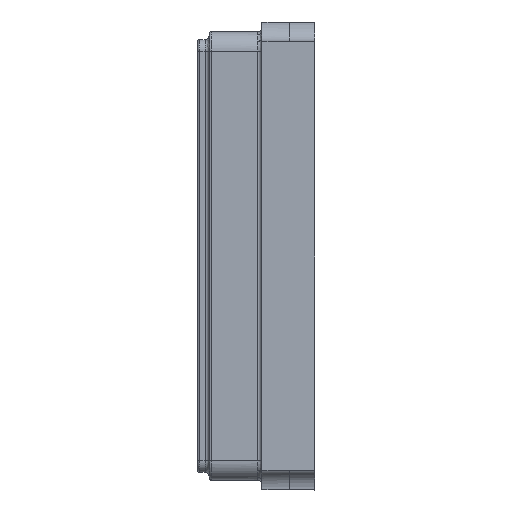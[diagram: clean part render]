
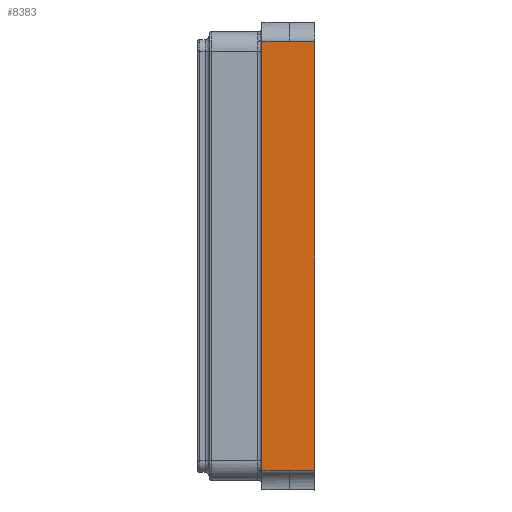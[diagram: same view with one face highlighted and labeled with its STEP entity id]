
A CAD part, left-side view. The second image highlights one B-rep face of the part: STEP entity #8383.
In plain terms, the highlighted planar face has unit normal (-1, 0, 0).
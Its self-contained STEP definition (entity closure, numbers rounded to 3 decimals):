
#146 = VERTEX_POINT ( 'NONE', #3452 ) ;
#179 = LINE ( 'NONE', #886, #1702 ) ;
#199 = DIRECTION ( 'NONE',  ( 0., 1., 0. ) ) ;
#201 = LINE ( 'NONE', #1726, #9803 ) ;
#372 = FACE_OUTER_BOUND ( 'NONE', #4386, .T. ) ;
#414 = EDGE_CURVE ( 'NONE', #6306, #146, #179, .T. ) ;
#424 = LINE ( 'NONE', #1068, #4635 ) ;
#682 = CARTESIAN_POINT ( 'NONE',  ( -0.8, 0.064, 0.55 ) ) ;
#727 = ORIENTED_EDGE ( 'NONE', *, *, #5955, .F. ) ;
#744 = ORIENTED_EDGE ( 'NONE', *, *, #1998, .F. ) ;
#817 = LINE ( 'NONE', #4821, #7018 ) ;
#886 = CARTESIAN_POINT ( 'NONE',  ( -0.8, -0.001, -0.6 ) ) ;
#1001 = EDGE_CURVE ( 'NONE', #6934, #10466, #201, .T. ) ;
#1008 = CARTESIAN_POINT ( 'NONE',  ( -0.8, 0.135, 0.55 ) ) ;
#1022 = VERTEX_POINT ( 'NONE', #8314 ) ;
#1068 = CARTESIAN_POINT ( 'NONE',  ( -0.8, 0.001, -0.55 ) ) ;
#1233 = DIRECTION ( 'NONE',  ( 0., 0., 1. ) ) ;
#1310 = CARTESIAN_POINT ( 'NONE',  ( -0.8, 0.064, -0.55 ) ) ;
#1463 = VERTEX_POINT ( 'NONE', #8516 ) ;
#1700 = CARTESIAN_POINT ( 'NONE',  ( -0.8, 0.001, 0.55 ) ) ;
#1702 = VECTOR ( 'NONE', #6716, 1000. ) ;
#1726 = CARTESIAN_POINT ( 'NONE',  ( -0.8, 0.135, -0.55 ) ) ;
#1776 = ORIENTED_EDGE ( 'NONE', *, *, #10589, .T. ) ;
#1891 = CARTESIAN_POINT ( 'NONE',  ( -0.8, 0.064, 0.6 ) ) ;
#1998 = EDGE_CURVE ( 'NONE', #146, #1022, #5255, .T. ) ;
#1999 = DIRECTION ( 'NONE',  ( 0., 0., -1. ) ) ;
#2025 = ORIENTED_EDGE ( 'NONE', *, *, #414, .F. ) ;
#2085 = CARTESIAN_POINT ( 'NONE',  ( -0.8, -0.001, 0.6 ) ) ;
#2369 = CARTESIAN_POINT ( 'NONE',  ( -0.8, 0.064, 0.551 ) ) ;
#2401 = VERTEX_POINT ( 'NONE', #2369 ) ;
#2813 = CARTESIAN_POINT ( 'NONE',  ( -0.8, 0.135, -0.55 ) ) ;
#2842 = DIRECTION ( 'NONE',  ( 0., 1., 0. ) ) ;
#2862 = PLANE ( 'NONE',  #8627 ) ;
#3015 = EDGE_CURVE ( 'NONE', #7485, #10354, #7764, .T. ) ;
#3207 = DIRECTION ( 'NONE',  ( 0., 0., -1. ) ) ;
#3452 = CARTESIAN_POINT ( 'NONE',  ( -0.8, -0.001, -0.551 ) ) ;
#3565 = LINE ( 'NONE', #1891, #4814 ) ;
#3875 = CARTESIAN_POINT ( 'NONE',  ( -0.8, 0.135, 0.55 ) ) ;
#4042 = CARTESIAN_POINT ( 'NONE',  ( -0.8, -0.001, -0.55 ) ) ;
#4089 = EDGE_CURVE ( 'NONE', #1022, #10466, #7824, .T. ) ;
#4204 = CARTESIAN_POINT ( 'NONE',  ( -0.8, -0.001, 0.55 ) ) ;
#4301 = DIRECTION ( 'NONE',  ( 0., -1., 0. ) ) ;
#4348 = EDGE_CURVE ( 'NONE', #1463, #7119, #5122, .T. ) ;
#4358 = DIRECTION ( 'NONE',  ( 0., -1., 0. ) ) ;
#4386 = EDGE_LOOP ( 'NONE', ( #7029, #727, #10209, #5064, #4783, #1776, #5168, #5808, #744, #2025, #8274, #4960 ) ) ;
#4493 = EDGE_CURVE ( 'NONE', #7317, #1463, #9867, .T. ) ;
#4524 = DIRECTION ( 'NONE',  ( 0., 0., 1. ) ) ;
#4621 = CARTESIAN_POINT ( 'NONE',  ( -0.8, 0.135, 0.551 ) ) ;
#4635 = VECTOR ( 'NONE', #4358, 1000. ) ;
#4783 = ORIENTED_EDGE ( 'NONE', *, *, #3015, .T. ) ;
#4814 = VECTOR ( 'NONE', #4524, 1000. ) ;
#4821 = CARTESIAN_POINT ( 'NONE',  ( -0.8, 0.135, -0.6 ) ) ;
#4960 = ORIENTED_EDGE ( 'NONE', *, *, #4348, .F. ) ;
#5064 = ORIENTED_EDGE ( 'NONE', *, *, #8322, .F. ) ;
#5122 = LINE ( 'NONE', #8426, #7418 ) ;
#5168 = ORIENTED_EDGE ( 'NONE', *, *, #1001, .T. ) ;
#5177 = VERTEX_POINT ( 'NONE', #10522 ) ;
#5255 = LINE ( 'NONE', #6943, #5968 ) ;
#5808 = ORIENTED_EDGE ( 'NONE', *, *, #4089, .F. ) ;
#5955 = EDGE_CURVE ( 'NONE', #5177, #7317, #6978, .T. ) ;
#5968 = VECTOR ( 'NONE', #2842, 1000. ) ;
#6027 = EDGE_CURVE ( 'NONE', #2401, #5177, #8229, .T. ) ;
#6085 = DIRECTION ( 'NONE',  ( 1., 0., 0. ) ) ;
#6306 = VERTEX_POINT ( 'NONE', #4042 ) ;
#6707 = VECTOR ( 'NONE', #1233, 1000. ) ;
#6716 = DIRECTION ( 'NONE',  ( 0., 0., -1. ) ) ;
#6934 = VERTEX_POINT ( 'NONE', #7794 ) ;
#6943 = CARTESIAN_POINT ( 'NONE',  ( -0.8, 0.135, -0.551 ) ) ;
#6958 = CARTESIAN_POINT ( 'NONE',  ( -0.8, 0., -0.55 ) ) ;
#6978 = LINE ( 'NONE', #2085, #9115 ) ;
#7018 = VECTOR ( 'NONE', #3207, 1000. ) ;
#7029 = ORIENTED_EDGE ( 'NONE', *, *, #4493, .F. ) ;
#7119 = VERTEX_POINT ( 'NONE', #6958 ) ;
#7168 = VECTOR ( 'NONE', #199, 1000. ) ;
#7317 = VERTEX_POINT ( 'NONE', #4204 ) ;
#7418 = VECTOR ( 'NONE', #7608, 1000. ) ;
#7485 = VERTEX_POINT ( 'NONE', #682 ) ;
#7608 = DIRECTION ( 'NONE',  ( 0., 0., -1. ) ) ;
#7764 = LINE ( 'NONE', #1008, #7168 ) ;
#7794 = CARTESIAN_POINT ( 'NONE',  ( -0.8, 0.135, -0.55 ) ) ;
#7824 = LINE ( 'NONE', #8703, #6707 ) ;
#8229 = LINE ( 'NONE', #4621, #10152 ) ;
#8274 = ORIENTED_EDGE ( 'NONE', *, *, #8329, .F. ) ;
#8314 = CARTESIAN_POINT ( 'NONE',  ( -0.8, 0.064, -0.551 ) ) ;
#8322 = EDGE_CURVE ( 'NONE', #7485, #2401, #3565, .T. ) ;
#8329 = EDGE_CURVE ( 'NONE', #7119, #6306, #424, .T. ) ;
#8383 = ADVANCED_FACE ( 'NONE', ( #372 ), #2862, .F. ) ;
#8426 = CARTESIAN_POINT ( 'NONE',  ( -0.8, 0., -0.55 ) ) ;
#8516 = CARTESIAN_POINT ( 'NONE',  ( -0.8, 0., 0.55 ) ) ;
#8627 = AXIS2_PLACEMENT_3D ( 'NONE', #2813, #6085, #1999 ) ;
#8703 = CARTESIAN_POINT ( 'NONE',  ( -0.8, 0.064, -0.6 ) ) ;
#9115 = VECTOR ( 'NONE', #9697, 1000. ) ;
#9328 = VECTOR ( 'NONE', #9914, 1000. ) ;
#9697 = DIRECTION ( 'NONE',  ( 0., 0., -1. ) ) ;
#9803 = VECTOR ( 'NONE', #4301, 1000. ) ;
#9867 = LINE ( 'NONE', #1700, #9328 ) ;
#9914 = DIRECTION ( 'NONE',  ( 0., 1., 0. ) ) ;
#10152 = VECTOR ( 'NONE', #10417, 1000. ) ;
#10209 = ORIENTED_EDGE ( 'NONE', *, *, #6027, .F. ) ;
#10354 = VERTEX_POINT ( 'NONE', #3875 ) ;
#10417 = DIRECTION ( 'NONE',  ( 0., -1., 0. ) ) ;
#10466 = VERTEX_POINT ( 'NONE', #1310 ) ;
#10522 = CARTESIAN_POINT ( 'NONE',  ( -0.8, -0.001, 0.551 ) ) ;
#10589 = EDGE_CURVE ( 'NONE', #10354, #6934, #817, .T. ) ;
